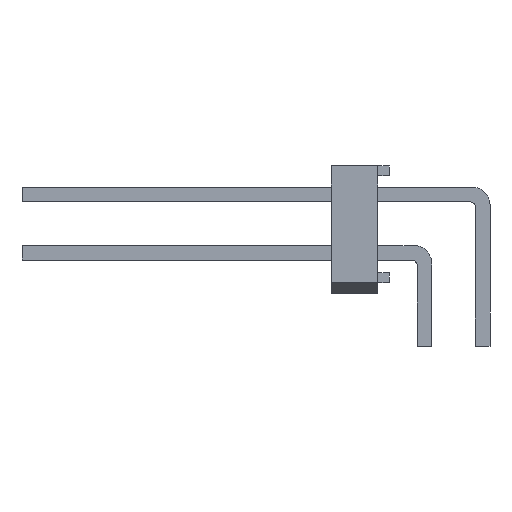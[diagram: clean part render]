
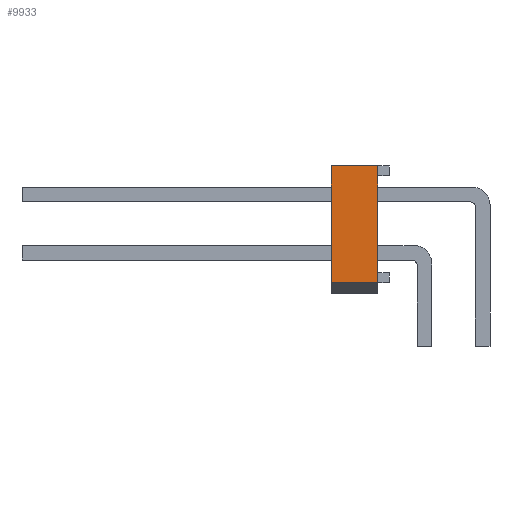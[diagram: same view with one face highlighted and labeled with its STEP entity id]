
A CAD part, left-side view. The second image highlights one B-rep face of the part: STEP entity #9933.
In plain terms, the highlighted face is planar.
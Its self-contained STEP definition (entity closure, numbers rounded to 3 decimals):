
#5060 = VERTEX_POINT('',#5061);
#5061 = CARTESIAN_POINT('',(10.16,2.54,-2.54));
#5067 = EDGE_CURVE('',#5060,#5068,#5070,.T.);
#5068 = VERTEX_POINT('',#5069);
#5069 = CARTESIAN_POINT('',(10.16,0.508,-2.54));
#5070 = LINE('',#5071,#5072);
#5071 = CARTESIAN_POINT('',(10.16,2.54,-2.54));
#5072 = VECTOR('',#5073,1.);
#5073 = DIRECTION('',(0.,-1.,0.));
#9898 = VERTEX_POINT('',#9899);
#9899 = CARTESIAN_POINT('',(10.16,0.508,2.54));
#9907 = EDGE_CURVE('',#9908,#9898,#9910,.T.);
#9908 = VERTEX_POINT('',#9909);
#9909 = CARTESIAN_POINT('',(10.16,2.54,2.54));
#9910 = LINE('',#9911,#9912);
#9911 = CARTESIAN_POINT('',(10.16,2.54,2.54));
#9912 = VECTOR('',#9913,1.);
#9913 = DIRECTION('',(0.,-1.,0.));
#9933 = ADVANCED_FACE('',(#9934),#9950,.F.);
#9934 = FACE_BOUND('',#9935,.T.);
#9935 = EDGE_LOOP('',(#9936,#9942,#9943,#9949));
#9936 = ORIENTED_EDGE('',*,*,#9937,.F.);
#9937 = EDGE_CURVE('',#5068,#9898,#9938,.T.);
#9938 = LINE('',#9939,#9940);
#9939 = CARTESIAN_POINT('',(10.16,0.508,2.54));
#9940 = VECTOR('',#9941,1.);
#9941 = DIRECTION('',(0.,0.,1.));
#9942 = ORIENTED_EDGE('',*,*,#5067,.F.);
#9943 = ORIENTED_EDGE('',*,*,#9944,.F.);
#9944 = EDGE_CURVE('',#9908,#5060,#9945,.T.);
#9945 = LINE('',#9946,#9947);
#9946 = CARTESIAN_POINT('',(10.16,2.54,2.54));
#9947 = VECTOR('',#9948,1.);
#9948 = DIRECTION('',(0.,0.,-1.));
#9949 = ORIENTED_EDGE('',*,*,#9907,.T.);
#9950 = PLANE('',#9951);
#9951 = AXIS2_PLACEMENT_3D('',#9952,#9953,#9954);
#9952 = CARTESIAN_POINT('',(10.16,2.54,2.54));
#9953 = DIRECTION('',(-1.,0.,0.));
#9954 = DIRECTION('',(0.,0.,1.));
